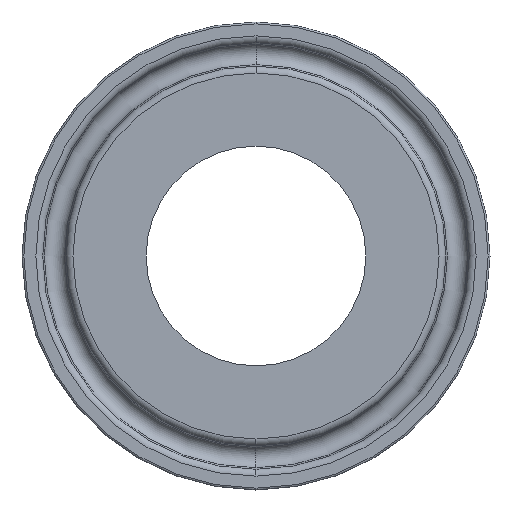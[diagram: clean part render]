
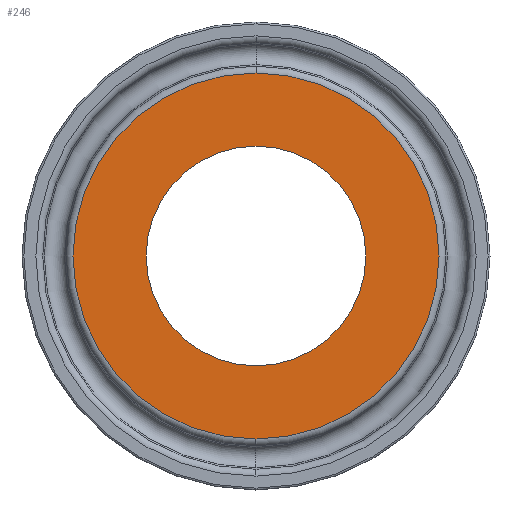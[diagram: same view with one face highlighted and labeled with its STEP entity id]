
A CAD part, left-side view. The second image highlights one B-rep face of the part: STEP entity #246.
In plain terms, the highlighted planar face has unit normal (-1, 0, 0).
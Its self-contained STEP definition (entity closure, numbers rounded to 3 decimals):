
#2 = CARTESIAN_POINT ( 'NONE',  ( 0., 0., 0. ) ) ;
#20 = PLANE ( 'NONE',  #60 ) ;
#25 = ORIENTED_EDGE ( 'NONE', *, *, #664, .T. ) ;
#57 = EDGE_LOOP ( 'NONE', ( #399, #25 ) ) ;
#60 = AXIS2_PLACEMENT_3D ( 'NONE', #82, #603, #375 ) ;
#82 = CARTESIAN_POINT ( 'NONE',  ( 0., 19.747, 0. ) ) ;
#146 = DIRECTION ( 'NONE',  ( -1., 0., 0. ) ) ;
#153 = AXIS2_PLACEMENT_3D ( 'NONE', #224, #413, #425 ) ;
#173 = VERTEX_POINT ( 'NONE', #244 ) ;
#195 = FACE_BOUND ( 'NONE', #298, .T. ) ;
#224 = CARTESIAN_POINT ( 'NONE',  ( 0., 0., 0. ) ) ;
#230 = CIRCLE ( 'NONE', #153, 19.747 ) ;
#244 = CARTESIAN_POINT ( 'NONE',  ( 0., 0., -19.747 ) ) ;
#245 = AXIS2_PLACEMENT_3D ( 'NONE', #2, #582, #695 ) ;
#246 = ADVANCED_FACE ( 'NONE', ( #195, #437 ), #20, .F. ) ;
#265 = AXIS2_PLACEMENT_3D ( 'NONE', #544, #146, #311 ) ;
#268 = DIRECTION ( 'NONE',  ( -1., 0., 0. ) ) ;
#298 = EDGE_LOOP ( 'NONE', ( #503, #418 ) ) ;
#311 = DIRECTION ( 'NONE',  ( 0., 0., 1. ) ) ;
#375 = DIRECTION ( 'NONE',  ( 0., 0., -1. ) ) ;
#394 = VERTEX_POINT ( 'NONE', #565 ) ;
#399 = ORIENTED_EDGE ( 'NONE', *, *, #594, .T. ) ;
#413 = DIRECTION ( 'NONE',  ( -1., 0., 0. ) ) ;
#415 = VERTEX_POINT ( 'NONE', #558 ) ;
#416 = CARTESIAN_POINT ( 'NONE',  ( 0., 0., -11.85 ) ) ;
#418 = ORIENTED_EDGE ( 'NONE', *, *, #504, .F. ) ;
#425 = DIRECTION ( 'NONE',  ( 0., 0., 1. ) ) ;
#436 = CIRCLE ( 'NONE', #684, 11.85 ) ;
#437 = FACE_OUTER_BOUND ( 'NONE', #57, .T. ) ;
#495 = CARTESIAN_POINT ( 'NONE',  ( 0., 0., 0. ) ) ;
#503 = ORIENTED_EDGE ( 'NONE', *, *, #746, .F. ) ;
#504 = EDGE_CURVE ( 'NONE', #585, #415, #648, .T. ) ;
#544 = CARTESIAN_POINT ( 'NONE',  ( 0., 0., 0. ) ) ;
#558 = CARTESIAN_POINT ( 'NONE',  ( 0., 0., 11.85 ) ) ;
#565 = CARTESIAN_POINT ( 'NONE',  ( 0., 0., 19.747 ) ) ;
#582 = DIRECTION ( 'NONE',  ( -1., 0., 0. ) ) ;
#585 = VERTEX_POINT ( 'NONE', #416 ) ;
#590 = CIRCLE ( 'NONE', #265, 19.747 ) ;
#594 = EDGE_CURVE ( 'NONE', #394, #173, #230, .T. ) ;
#603 = DIRECTION ( 'NONE',  ( 1., 0., 0. ) ) ;
#648 = CIRCLE ( 'NONE', #245, 11.85 ) ;
#664 = EDGE_CURVE ( 'NONE', #173, #394, #590, .T. ) ;
#684 = AXIS2_PLACEMENT_3D ( 'NONE', #495, #268, #731 ) ;
#695 = DIRECTION ( 'NONE',  ( 0., 0., 1. ) ) ;
#731 = DIRECTION ( 'NONE',  ( 0., 0., 1. ) ) ;
#746 = EDGE_CURVE ( 'NONE', #415, #585, #436, .T. ) ;
